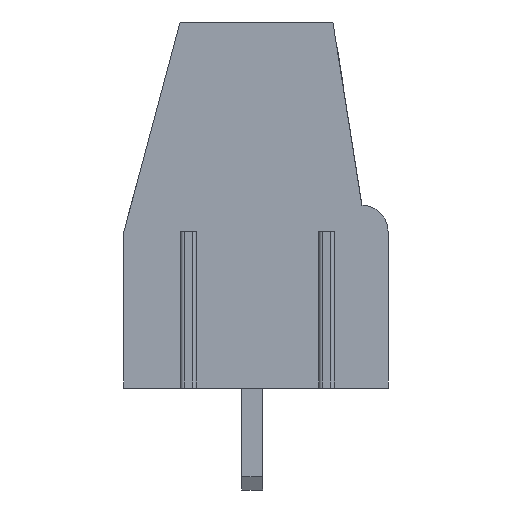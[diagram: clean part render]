
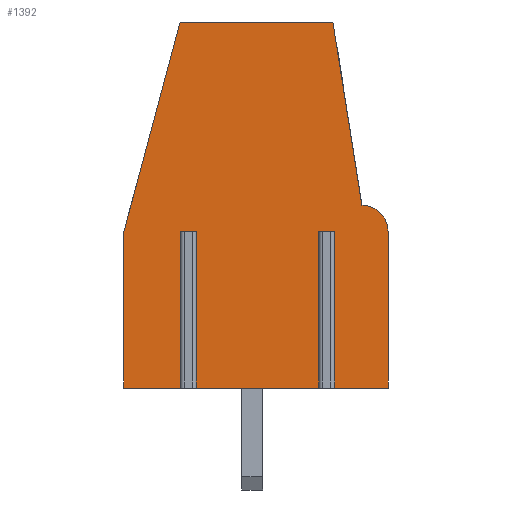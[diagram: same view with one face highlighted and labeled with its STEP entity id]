
A CAD part, left-side view. The second image highlights one B-rep face of the part: STEP entity #1392.
In plain terms, the highlighted planar face has unit normal (-1, 0, 0).
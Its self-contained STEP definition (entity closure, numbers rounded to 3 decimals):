
#258 = VECTOR ( 'NONE', #14725, 1000. ) ;
#286 = EDGE_CURVE ( 'NONE', #2627, #12726, #7769, .T. ) ;
#360 = VECTOR ( 'NONE', #10460, 1000. ) ;
#372 = VERTEX_POINT ( 'NONE', #8315 ) ;
#456 = CARTESIAN_POINT ( 'NONE',  ( -7.92, -4.05, 7. ) ) ;
#557 = LINE ( 'NONE', #5115, #6589 ) ;
#715 = DIRECTION ( 'NONE',  ( 0., 1., 0. ) ) ;
#1083 = VERTEX_POINT ( 'NONE', #13556 ) ;
#1101 = PLANE ( 'NONE',  #9053 ) ;
#1392 = ADVANCED_FACE ( 'NONE', ( #19946 ), #1101, .F. ) ;
#1524 = CARTESIAN_POINT ( 'NONE',  ( -7.92, -2.607, 6. ) ) ;
#1745 = ORIENTED_EDGE ( 'NONE', *, *, #19158, .T. ) ;
#2002 = DIRECTION ( 'NONE',  ( 0., -1., 0. ) ) ;
#2303 = CARTESIAN_POINT ( 'NONE',  ( -7.92, 2.493, 0. ) ) ;
#2321 = CARTESIAN_POINT ( 'NONE',  ( -7.92, 5.05, 0. ) ) ;
#2627 = VERTEX_POINT ( 'NONE', #16444 ) ;
#2822 = CARTESIAN_POINT ( 'NONE',  ( -7.92, 5.05, 14. ) ) ;
#2858 = DIRECTION ( 'NONE',  ( 1., 0., 0. ) ) ;
#2916 = LINE ( 'NONE', #9234, #14459 ) ;
#2972 = VERTEX_POINT ( 'NONE', #19353 ) ;
#3032 = LINE ( 'NONE', #2822, #13750 ) ;
#3174 = VECTOR ( 'NONE', #12597, 1000. ) ;
#3246 = DIRECTION ( 'NONE',  ( 0., -1., 0. ) ) ;
#3655 = DIRECTION ( 'NONE',  ( 0., -1., 0. ) ) ;
#3833 = EDGE_CURVE ( 'NONE', #9240, #11195, #7230, .T. ) ;
#4298 = EDGE_CURVE ( 'NONE', #12726, #12678, #8518, .T. ) ;
#4332 = VERTEX_POINT ( 'NONE', #2303 ) ;
#4501 = AXIS2_PLACEMENT_3D ( 'NONE', #6921, #5366, #715 ) ;
#4617 = LINE ( 'NONE', #10847, #3174 ) ;
#4691 = EDGE_CURVE ( 'NONE', #5424, #2972, #14606, .T. ) ;
#4695 = DIRECTION ( 'NONE',  ( 0., 0., -1. ) ) ;
#4707 = LINE ( 'NONE', #11266, #12924 ) ;
#4814 = EDGE_CURVE ( 'NONE', #6418, #11195, #4617, .T. ) ;
#5025 = LINE ( 'NONE', #8338, #19718 ) ;
#5115 = CARTESIAN_POINT ( 'NONE',  ( -7.92, -5.05, 0. ) ) ;
#5183 = ORIENTED_EDGE ( 'NONE', *, *, #15038, .F. ) ;
#5366 = DIRECTION ( 'NONE',  ( -1., 0., 0. ) ) ;
#5424 = VERTEX_POINT ( 'NONE', #5624 ) ;
#5624 = CARTESIAN_POINT ( 'NONE',  ( -7.92, 2.693, 6. ) ) ;
#5837 = CIRCLE ( 'NONE', #4501, 1. ) ;
#6418 = VERTEX_POINT ( 'NONE', #12959 ) ;
#6474 = CARTESIAN_POINT ( 'NONE',  ( -7.92, -5.05, 6. ) ) ;
#6539 = CARTESIAN_POINT ( 'NONE',  ( -7.92, 5.05, 6. ) ) ;
#6589 = VECTOR ( 'NONE', #14895, 1000. ) ;
#6689 = LINE ( 'NONE', #13093, #258 ) ;
#6724 = EDGE_CURVE ( 'NONE', #9240, #12938, #5837, .T. ) ;
#6872 = ORIENTED_EDGE ( 'NONE', *, *, #286, .F. ) ;
#6921 = CARTESIAN_POINT ( 'NONE',  ( -7.92, -4.05, 6. ) ) ;
#7230 = LINE ( 'NONE', #12025, #360 ) ;
#7769 = LINE ( 'NONE', #6539, #10456 ) ;
#8199 = VECTOR ( 'NONE', #15132, 1000. ) ;
#8238 = DIRECTION ( 'NONE',  ( 0., 0., -1. ) ) ;
#8315 = CARTESIAN_POINT ( 'NONE',  ( -7.92, 2.693, 0. ) ) ;
#8319 = DIRECTION ( 'NONE',  ( 0., 0., -1. ) ) ;
#8338 = CARTESIAN_POINT ( 'NONE',  ( -7.92, -2.607, 6. ) ) ;
#8518 = LINE ( 'NONE', #11748, #16803 ) ;
#8726 = ORIENTED_EDGE ( 'NONE', *, *, #18272, .F. ) ;
#8736 = ORIENTED_EDGE ( 'NONE', *, *, #11788, .T. ) ;
#8847 = VECTOR ( 'NONE', #8319, 1000. ) ;
#9018 = ORIENTED_EDGE ( 'NONE', *, *, #11814, .T. ) ;
#9053 = AXIS2_PLACEMENT_3D ( 'NONE', #12398, #2858, #9075 ) ;
#9075 = DIRECTION ( 'NONE',  ( 0., 1., 0. ) ) ;
#9234 = CARTESIAN_POINT ( 'NONE',  ( -7.92, -2.607, 6. ) ) ;
#9240 = VERTEX_POINT ( 'NONE', #6474 ) ;
#10072 = CARTESIAN_POINT ( 'NONE',  ( -7.92, -2.941, 14. ) ) ;
#10175 = VECTOR ( 'NONE', #14987, 1000. ) ;
#10231 = ORIENTED_EDGE ( 'NONE', *, *, #6724, .T. ) ;
#10456 = VECTOR ( 'NONE', #18770, 1000. ) ;
#10460 = DIRECTION ( 'NONE',  ( 0., 0., -1. ) ) ;
#10847 = CARTESIAN_POINT ( 'NONE',  ( -7.92, -5.05, 0. ) ) ;
#10980 = CARTESIAN_POINT ( 'NONE',  ( -7.92, -5.05, 0. ) ) ;
#11195 = VERTEX_POINT ( 'NONE', #10980 ) ;
#11266 = CARTESIAN_POINT ( 'NONE',  ( -7.92, -5.05, 0. ) ) ;
#11356 = EDGE_CURVE ( 'NONE', #12678, #12938, #6689, .T. ) ;
#11748 = CARTESIAN_POINT ( 'NONE',  ( -7.92, -5.05, 14. ) ) ;
#11754 = ORIENTED_EDGE ( 'NONE', *, *, #4298, .F. ) ;
#11786 = LINE ( 'NONE', #19752, #8199 ) ;
#11788 = EDGE_CURVE ( 'NONE', #19530, #6418, #16926, .T. ) ;
#11814 = EDGE_CURVE ( 'NONE', #17637, #19530, #2916, .T. ) ;
#11986 = ORIENTED_EDGE ( 'NONE', *, *, #3833, .F. ) ;
#12025 = CARTESIAN_POINT ( 'NONE',  ( -7.92, -5.05, 14. ) ) ;
#12398 = CARTESIAN_POINT ( 'NONE',  ( -7.92, -5.05, 14. ) ) ;
#12597 = DIRECTION ( 'NONE',  ( 0., -1., 0. ) ) ;
#12668 = EDGE_CURVE ( 'NONE', #2972, #4332, #17931, .T. ) ;
#12678 = VERTEX_POINT ( 'NONE', #10072 ) ;
#12726 = VERTEX_POINT ( 'NONE', #13645 ) ;
#12924 = VECTOR ( 'NONE', #3246, 1000. ) ;
#12938 = VERTEX_POINT ( 'NONE', #456 ) ;
#12959 = CARTESIAN_POINT ( 'NONE',  ( -7.92, -2.807, 0. ) ) ;
#13093 = CARTESIAN_POINT ( 'NONE',  ( -7.92, -2.941, 14. ) ) ;
#13556 = CARTESIAN_POINT ( 'NONE',  ( -7.92, -2.607, 0. ) ) ;
#13645 = CARTESIAN_POINT ( 'NONE',  ( -7.92, 2.906, 14. ) ) ;
#13750 = VECTOR ( 'NONE', #4695, 1000. ) ;
#14459 = VECTOR ( 'NONE', #15910, 1000. ) ;
#14566 = VECTOR ( 'NONE', #3655, 1000. ) ;
#14606 = LINE ( 'NONE', #16318, #14566 ) ;
#14725 = DIRECTION ( 'NONE',  ( 0., -0.156, -0.988 ) ) ;
#14756 = EDGE_CURVE ( 'NONE', #2627, #15458, #3032, .T. ) ;
#14895 = DIRECTION ( 'NONE',  ( 0., -1., 0. ) ) ;
#14987 = DIRECTION ( 'NONE',  ( 0., 0., -1. ) ) ;
#15038 = EDGE_CURVE ( 'NONE', #5424, #372, #11786, .T. ) ;
#15062 = CARTESIAN_POINT ( 'NONE',  ( -7.92, -2.807, 6. ) ) ;
#15132 = DIRECTION ( 'NONE',  ( 0., 0., -1. ) ) ;
#15251 = ORIENTED_EDGE ( 'NONE', *, *, #11356, .F. ) ;
#15458 = VERTEX_POINT ( 'NONE', #2321 ) ;
#15910 = DIRECTION ( 'NONE',  ( 0., -1., 0. ) ) ;
#16310 = CARTESIAN_POINT ( 'NONE',  ( -7.92, 2.493, 6. ) ) ;
#16318 = CARTESIAN_POINT ( 'NONE',  ( -7.92, 2.693, 6. ) ) ;
#16444 = CARTESIAN_POINT ( 'NONE',  ( -7.92, 5.05, 6. ) ) ;
#16538 = ORIENTED_EDGE ( 'NONE', *, *, #4814, .T. ) ;
#16803 = VECTOR ( 'NONE', #2002, 1000. ) ;
#16831 = CARTESIAN_POINT ( 'NONE',  ( -7.92, -2.807, 6. ) ) ;
#16926 = LINE ( 'NONE', #16831, #10175 ) ;
#17077 = ORIENTED_EDGE ( 'NONE', *, *, #18250, .T. ) ;
#17198 = ORIENTED_EDGE ( 'NONE', *, *, #4691, .T. ) ;
#17412 = ORIENTED_EDGE ( 'NONE', *, *, #12668, .T. ) ;
#17637 = VERTEX_POINT ( 'NONE', #1524 ) ;
#17931 = LINE ( 'NONE', #16310, #8847 ) ;
#17938 = ORIENTED_EDGE ( 'NONE', *, *, #14756, .T. ) ;
#18250 = EDGE_CURVE ( 'NONE', #4332, #1083, #557, .T. ) ;
#18272 = EDGE_CURVE ( 'NONE', #17637, #1083, #5025, .T. ) ;
#18674 = EDGE_LOOP ( 'NONE', ( #9018, #8736, #16538, #11986, #10231, #15251, #11754, #6872, #17938, #1745, #5183, #17198, #17412, #17077, #8726 ) ) ;
#18770 = DIRECTION ( 'NONE',  ( 0., -0.259, 0.966 ) ) ;
#19158 = EDGE_CURVE ( 'NONE', #15458, #372, #4707, .T. ) ;
#19353 = CARTESIAN_POINT ( 'NONE',  ( -7.92, 2.493, 6. ) ) ;
#19530 = VERTEX_POINT ( 'NONE', #15062 ) ;
#19718 = VECTOR ( 'NONE', #8238, 1000. ) ;
#19752 = CARTESIAN_POINT ( 'NONE',  ( -7.92, 2.693, 6. ) ) ;
#19946 = FACE_OUTER_BOUND ( 'NONE', #18674, .T. ) ;
